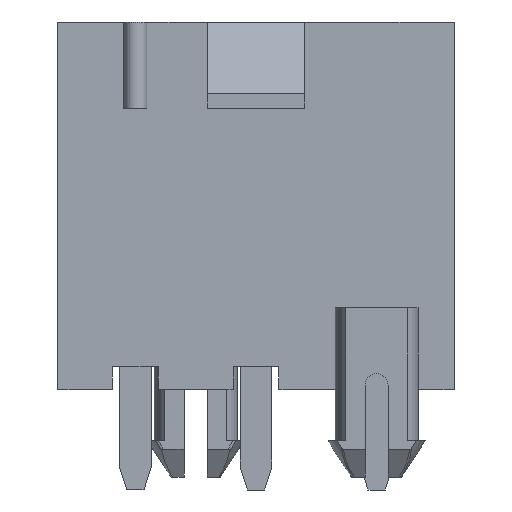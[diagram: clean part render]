
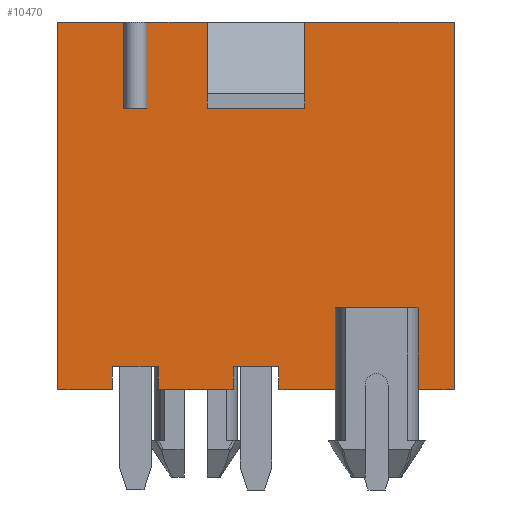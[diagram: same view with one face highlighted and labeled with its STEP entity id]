
A CAD part, front view. The second image highlights one B-rep face of the part: STEP entity #10470.
In plain terms, the highlighted face is planar.
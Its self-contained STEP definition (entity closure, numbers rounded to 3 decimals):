
#1249=ORIENTED_EDGE('',*,*,#2780,.F.);
#1250=ORIENTED_EDGE('',*,*,#2776,.T.);
#1251=ORIENTED_EDGE('',*,*,#2779,.T.);
#1252=ORIENTED_EDGE('',*,*,#3225,.F.);
#1253=ORIENTED_EDGE('',*,*,#3193,.T.);
#1254=ORIENTED_EDGE('',*,*,#3250,.T.);
#1255=ORIENTED_EDGE('',*,*,#2986,.T.);
#1256=ORIENTED_EDGE('',*,*,#3240,.T.);
#1257=ORIENTED_EDGE('',*,*,#2990,.T.);
#1258=ORIENTED_EDGE('',*,*,#3251,.T.);
#1259=ORIENTED_EDGE('',*,*,#3055,.T.);
#1260=ORIENTED_EDGE('',*,*,#3205,.T.);
#1261=ORIENTED_EDGE('',*,*,#3059,.T.);
#1262=ORIENTED_EDGE('',*,*,#3217,.T.);
#1263=ORIENTED_EDGE('',*,*,#3169,.T.);
#1264=ORIENTED_EDGE('',*,*,#2920,.F.);
#1265=ORIENTED_EDGE('',*,*,#2929,.T.);
#1266=ORIENTED_EDGE('',*,*,#2918,.T.);
#1267=ORIENTED_EDGE('',*,*,#2925,.F.);
#1268=ORIENTED_EDGE('',*,*,#2922,.F.);
#1269=ORIENTED_EDGE('',*,*,#3175,.T.);
#1270=ORIENTED_EDGE('',*,*,#3187,.T.);
#1271=ORIENTED_EDGE('',*,*,#3183,.F.);
#1272=ORIENTED_EDGE('',*,*,#3227,.F.);
#1273=ORIENTED_EDGE('',*,*,#2937,.F.);
#1274=ORIENTED_EDGE('',*,*,#2939,.F.);
#1275=ORIENTED_EDGE('',*,*,#2941,.F.);
#1276=ORIENTED_EDGE('',*,*,#3226,.F.);
#2776=EDGE_CURVE('',#3928,#3929,#4675,.T.);
#2779=EDGE_CURVE('',#3929,#3930,#4676,.T.);
#2780=EDGE_CURVE('',#3928,#3931,#4677,.T.);
#2918=EDGE_CURVE('',#4024,#4025,#4743,.T.);
#2920=EDGE_CURVE('',#4026,#4027,#4744,.T.);
#2922=EDGE_CURVE('',#4028,#4029,#4746,.T.);
#2925=EDGE_CURVE('',#4029,#4025,#4748,.T.);
#2929=EDGE_CURVE('',#4026,#4024,#4752,.T.);
#2937=EDGE_CURVE('',#4038,#4033,#4760,.T.);
#2939=EDGE_CURVE('',#4039,#4038,#4762,.T.);
#2941=EDGE_CURVE('',#4034,#4039,#4764,.T.);
#2986=EDGE_CURVE('',#4069,#4072,#4801,.T.);
#2990=EDGE_CURVE('',#4073,#4076,#4805,.T.);
#3055=EDGE_CURVE('',#4123,#4126,#4862,.T.);
#3059=EDGE_CURVE('',#4127,#4130,#4866,.T.);
#3169=EDGE_CURVE('',#4218,#4027,#4968,.T.);
#3175=EDGE_CURVE('',#4028,#4223,#4974,.T.);
#3183=EDGE_CURVE('',#4229,#4230,#4982,.T.);
#3187=EDGE_CURVE('',#4223,#4230,#4986,.T.);
#3193=EDGE_CURVE('',#4235,#4234,#4992,.T.);
#3205=EDGE_CURVE('',#4126,#4127,#5004,.T.);
#3217=EDGE_CURVE('',#4130,#4218,#5016,.T.);
#3225=EDGE_CURVE('',#4235,#3930,#5024,.T.);
#3226=EDGE_CURVE('',#3931,#4034,#5025,.T.);
#3227=EDGE_CURVE('',#4033,#4229,#5026,.T.);
#3240=EDGE_CURVE('',#4072,#4073,#5039,.T.);
#3250=EDGE_CURVE('',#4234,#4069,#5049,.T.);
#3251=EDGE_CURVE('',#4076,#4123,#5050,.T.);
#3928=VERTEX_POINT('',#13566);
#3929=VERTEX_POINT('',#13567);
#3930=VERTEX_POINT('',#13571);
#3931=VERTEX_POINT('',#13572);
#4024=VERTEX_POINT('',#14180);
#4025=VERTEX_POINT('',#14183);
#4026=VERTEX_POINT('',#14187);
#4027=VERTEX_POINT('',#14189);
#4028=VERTEX_POINT('',#14191);
#4029=VERTEX_POINT('',#14193);
#4033=VERTEX_POINT('',#14209);
#4034=VERTEX_POINT('',#14211);
#4038=VERTEX_POINT('',#14223);
#4039=VERTEX_POINT('',#14227);
#4069=VERTEX_POINT('',#14311);
#4072=VERTEX_POINT('',#14316);
#4073=VERTEX_POINT('',#14320);
#4076=VERTEX_POINT('',#14325);
#4123=VERTEX_POINT('',#14449);
#4126=VERTEX_POINT('',#14454);
#4127=VERTEX_POINT('',#14458);
#4130=VERTEX_POINT('',#14463);
#4218=VERTEX_POINT('',#14683);
#4223=VERTEX_POINT('',#14697);
#4229=VERTEX_POINT('',#14713);
#4230=VERTEX_POINT('',#14715);
#4234=VERTEX_POINT('',#14731);
#4235=VERTEX_POINT('',#14733);
#4675=LINE('',#13565,#5600);
#4676=LINE('',#13573,#5601);
#4677=LINE('',#13574,#5602);
#4743=LINE('',#14184,#5668);
#4744=LINE('',#14188,#5669);
#4746=LINE('',#14192,#5671);
#4748=LINE('',#14197,#5673);
#4752=LINE('',#14205,#5677);
#4760=LINE('',#14222,#5685);
#4762=LINE('',#14226,#5687);
#4764=LINE('',#14230,#5689);
#4801=LINE('',#14317,#5726);
#4805=LINE('',#14326,#5730);
#4862=LINE('',#14455,#5787);
#4866=LINE('',#14464,#5791);
#4968=LINE('',#14686,#5893);
#4974=LINE('',#14698,#5899);
#4982=LINE('',#14714,#5907);
#4986=LINE('',#14721,#5911);
#4992=LINE('',#14732,#5917);
#5004=LINE('',#14751,#5929);
#5016=LINE('',#14771,#5941);
#5024=LINE('',#14783,#5949);
#5025=LINE('',#14784,#5950);
#5026=LINE('',#14785,#5951);
#5039=LINE('',#14801,#5964);
#5049=LINE('',#14816,#5974);
#5050=LINE('',#14818,#5975);
#5600=VECTOR('',#11452,1000.);
#5601=VECTOR('',#11459,1000.);
#5602=VECTOR('',#11460,1000.);
#5668=VECTOR('',#11618,1000.);
#5669=VECTOR('',#11623,1000.);
#5671=VECTOR('',#11625,1000.);
#5673=VECTOR('',#11631,1000.);
#5677=VECTOR('',#11639,1000.);
#5685=VECTOR('',#11653,1000.);
#5687=VECTOR('',#11657,1000.);
#5689=VECTOR('',#11661,1000.);
#5726=VECTOR('',#11732,1000.);
#5730=VECTOR('',#11738,1000.);
#5787=VECTOR('',#11839,1000.);
#5791=VECTOR('',#11845,1000.);
#5893=VECTOR('',#12009,1000.);
#5899=VECTOR('',#12019,1000.);
#5907=VECTOR('',#12031,1000.);
#5911=VECTOR('',#12037,1000.);
#5917=VECTOR('',#12047,1000.);
#5929=VECTOR('',#12065,1000.);
#5941=VECTOR('',#12081,1000.);
#5949=VECTOR('',#12095,1000.);
#5950=VECTOR('',#12096,1000.);
#5951=VECTOR('',#12097,1000.);
#5964=VECTOR('',#12114,1000.);
#5974=VECTOR('',#12130,1000.);
#5975=VECTOR('',#12133,1000.);
#6589=EDGE_LOOP('',(#1249,#1250,#1251,#1252,#1253,#1254,#1255,#1256,#1257,
#1258,#1259,#1260,#1261,#1262,#1263,#1264,#1265,#1266,#1267,#1268,#1269,
#1270,#1271,#1272,#1273,#1274,#1275,#1276));
#6996=FACE_BOUND('',#6589,.T.);
#7370=PLANE('',#10918);
#10470=ADVANCED_FACE('',(#6996),#7370,.T.);
#10918=AXIS2_PLACEMENT_3D('',#14828,#12145,#12146);
#11452=DIRECTION('',(1.,0.,0.));
#11459=DIRECTION('',(0.,0.,1.));
#11460=DIRECTION('',(0.,0.,1.));
#11618=DIRECTION('',(-1.,0.,0.));
#11623=DIRECTION('',(-1.,0.,0.));
#11625=DIRECTION('',(-1.,0.,0.));
#11631=DIRECTION('',(0.,0.,1.));
#11639=DIRECTION('',(0.,0.,1.));
#11653=DIRECTION('',(0.,0.,1.));
#11657=DIRECTION('',(-1.,0.,0.));
#11661=DIRECTION('',(0.,0.,-1.));
#11732=DIRECTION('',(0.,0.,1.));
#11738=DIRECTION('',(0.,0.,-1.));
#11839=DIRECTION('',(0.,0.,1.));
#11845=DIRECTION('',(0.,0.,-1.));
#12009=DIRECTION('',(0.,0.,1.));
#12019=DIRECTION('',(0.,0.,-1.));
#12031=DIRECTION('',(0.,0.,-1.));
#12037=DIRECTION('',(-1.,0.,0.));
#12047=DIRECTION('',(0.,0.,-1.));
#12065=DIRECTION('',(-1.,0.,0.));
#12081=DIRECTION('',(-1.,0.,0.));
#12095=DIRECTION('',(-1.,0.,0.));
#12096=DIRECTION('',(-1.,0.,0.));
#12097=DIRECTION('',(-1.,0.,0.));
#12114=DIRECTION('',(-1.,0.,0.));
#12130=DIRECTION('',(-1.,0.,0.));
#12133=DIRECTION('',(-1.,0.,0.));
#12145=DIRECTION('',(0.,1.,0.));
#12146=DIRECTION('',(0.,0.,1.));
#13565=CARTESIAN_POINT('',(4.6,2.7,3.4));
#13566=CARTESIAN_POINT('',(3.8,2.7,3.4));
#13567=CARTESIAN_POINT('',(4.6,2.7,3.4));
#13571=CARTESIAN_POINT('',(4.6,2.7,6.4));
#13572=CARTESIAN_POINT('',(3.8,2.7,6.4));
#13573=CARTESIAN_POINT('',(4.6,2.7,3.4));
#13574=CARTESIAN_POINT('',(3.8,2.7,3.4));
#14180=CARTESIAN_POINT('',(-3.125,2.7,-3.55));
#14183=CARTESIAN_POINT('',(-5.275,2.7,-3.55));
#14184=CARTESIAN_POINT('',(-3.125,2.7,-3.55));
#14187=CARTESIAN_POINT('',(-3.125,2.7,-5.8));
#14188=CARTESIAN_POINT('',(-3.125,2.7,-5.8));
#14189=CARTESIAN_POINT('',(-3.4,2.7,-5.8));
#14191=CARTESIAN_POINT('',(-5.,2.7,-5.8));
#14192=CARTESIAN_POINT('',(-3.125,2.7,-5.8));
#14193=CARTESIAN_POINT('',(-5.275,2.7,-5.8));
#14197=CARTESIAN_POINT('',(-5.275,2.7,-5.8));
#14205=CARTESIAN_POINT('',(-3.125,2.7,-5.8));
#14209=CARTESIAN_POINT('',(-1.7,2.7,6.4));
#14211=CARTESIAN_POINT('',(1.7,2.7,6.4));
#14222=CARTESIAN_POINT('',(-1.7,2.7,3.4));
#14223=CARTESIAN_POINT('',(-1.7,2.7,3.4));
#14226=CARTESIAN_POINT('',(1.7,2.7,3.4));
#14227=CARTESIAN_POINT('',(1.7,2.7,3.4));
#14230=CARTESIAN_POINT('',(1.7,2.7,6.4));
#14311=CARTESIAN_POINT('',(5.,2.7,-6.4));
#14316=CARTESIAN_POINT('',(5.,2.7,-5.6));
#14317=CARTESIAN_POINT('',(5.,2.7,6.4));
#14320=CARTESIAN_POINT('',(3.4,2.7,-5.6));
#14325=CARTESIAN_POINT('',(3.4,2.7,-6.4));
#14326=CARTESIAN_POINT('',(3.4,2.7,6.4));
#14449=CARTESIAN_POINT('',(0.8,2.7,-6.4));
#14454=CARTESIAN_POINT('',(0.8,2.7,-5.6));
#14455=CARTESIAN_POINT('',(0.8,2.7,6.4));
#14458=CARTESIAN_POINT('',(-0.8,2.7,-5.6));
#14463=CARTESIAN_POINT('',(-0.8,2.7,-6.4));
#14464=CARTESIAN_POINT('',(-0.8,2.7,6.4));
#14683=CARTESIAN_POINT('',(-3.4,2.7,-6.4));
#14686=CARTESIAN_POINT('',(-3.4,2.7,6.4));
#14697=CARTESIAN_POINT('',(-5.,2.7,-6.4));
#14698=CARTESIAN_POINT('',(-5.,2.7,6.4));
#14713=CARTESIAN_POINT('',(-6.9,2.7,6.4));
#14714=CARTESIAN_POINT('',(-6.9,2.7,6.4));
#14715=CARTESIAN_POINT('',(-6.9,2.7,-6.4));
#14721=CARTESIAN_POINT('',(6.9,2.7,-6.4));
#14731=CARTESIAN_POINT('',(6.9,2.7,-6.4));
#14732=CARTESIAN_POINT('',(6.9,2.7,6.4));
#14733=CARTESIAN_POINT('',(6.9,2.7,6.4));
#14751=CARTESIAN_POINT('',(6.9,2.7,-5.6));
#14771=CARTESIAN_POINT('',(6.9,2.7,-6.4));
#14783=CARTESIAN_POINT('',(6.9,2.7,6.4));
#14784=CARTESIAN_POINT('',(6.9,2.7,6.4));
#14785=CARTESIAN_POINT('',(6.9,2.7,6.4));
#14801=CARTESIAN_POINT('',(6.9,2.7,-5.6));
#14816=CARTESIAN_POINT('',(6.9,2.7,-6.4));
#14818=CARTESIAN_POINT('',(6.9,2.7,-6.4));
#14828=CARTESIAN_POINT('',(6.9,2.7,6.4));
